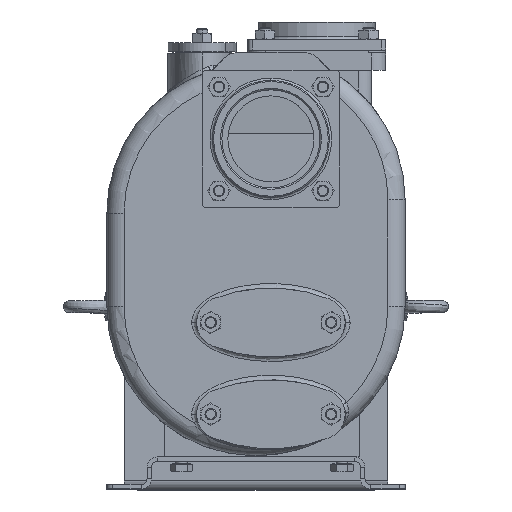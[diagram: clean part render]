
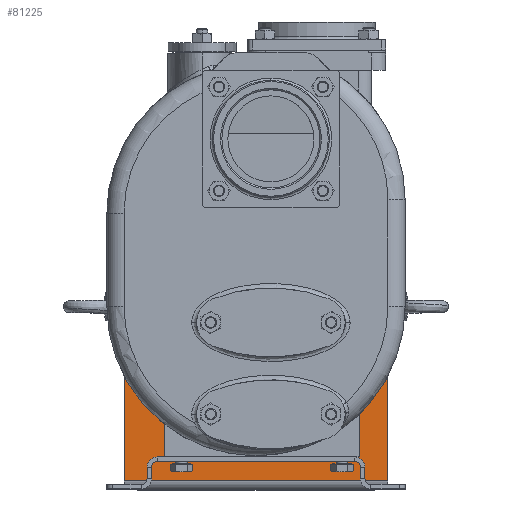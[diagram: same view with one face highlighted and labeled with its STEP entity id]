
A CAD part, top view. The second image highlights one B-rep face of the part: STEP entity #81225.
In plain terms, the highlighted planar face has unit normal (0, 0, 1).
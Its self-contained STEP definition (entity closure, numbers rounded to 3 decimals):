
#1409=CARTESIAN_POINT('',(-135.,77.085,-444.5));
#1410=DIRECTION('',(0.,0.,-1.));
#1411=DIRECTION('',(0.931,0.365,0.));
#1412=AXIS2_PLACEMENT_3D('',#1409,#1410,#1411);
#1414=CARTESIAN_POINT('',(0.,130.,-444.5));
#1415=DIRECTION('',(0.,0.,-1.));
#1416=DIRECTION('',(-0.931,-0.365,0.));
#1417=AXIS2_PLACEMENT_3D('',#1414,#1415,#1416);
#1419=DIRECTION('',(0.,-1.,0.));
#1420=VECTOR('',#1419,99.085);
#1421=CARTESIAN_POINT('',(115.,77.085,-444.5));
#1422=LINE('',#1421,#1420);
#1423=DIRECTION('',(0.,1.,0.));
#1424=VECTOR('',#1423,99.085);
#1425=CARTESIAN_POINT('',(-115.,-22.,-444.5));
#1426=LINE('',#1425,#1424);
#1432=CARTESIAN_POINT('',(135.,77.085,-444.5));
#1433=DIRECTION('',(0.,0.,-1.));
#1434=DIRECTION('',(-1.,0.,0.));
#1435=AXIS2_PLACEMENT_3D('',#1432,#1433,#1434);
#1454=DIRECTION('',(1.,0.,0.));
#1455=VECTOR('',#1454,230.);
#1456=CARTESIAN_POINT('',(-115.,-22.,-444.5));
#1457=LINE('',#1456,#1455);
#1661=CARTESIAN_POINT('',(35.,165.,-444.5));
#1662=DIRECTION('',(0.,0.,1.));
#1663=DIRECTION('',(1.,0.,0.));
#1664=AXIS2_PLACEMENT_3D('',#1661,#1662,#1663);
#1675=DIRECTION('',(0.,1.,0.));
#1676=VECTOR('',#1675,70.);
#1677=CARTESIAN_POINT('',(110.,95.,-444.5));
#1678=LINE('',#1677,#1676);
#1687=CARTESIAN_POINT('',(35.,95.,-444.5));
#1688=DIRECTION('',(0.,0.,1.));
#1689=DIRECTION('',(0.,-1.,0.));
#1690=AXIS2_PLACEMENT_3D('',#1687,#1688,#1689);
#1701=DIRECTION('',(1.,0.,0.));
#1702=VECTOR('',#1701,70.);
#1703=CARTESIAN_POINT('',(-35.,20.,-444.5));
#1704=LINE('',#1703,#1702);
#1713=CARTESIAN_POINT('',(-35.,95.,-444.5));
#1714=DIRECTION('',(0.,0.,1.));
#1715=DIRECTION('',(-1.,0.,0.));
#1716=AXIS2_PLACEMENT_3D('',#1713,#1714,#1715);
#1727=DIRECTION('',(0.,-1.,0.));
#1728=VECTOR('',#1727,70.);
#1729=CARTESIAN_POINT('',(-110.,165.,-444.5));
#1730=LINE('',#1729,#1728);
#1739=CARTESIAN_POINT('',(-35.,165.,-444.5));
#1740=DIRECTION('',(0.,0.,1.));
#1741=DIRECTION('',(0.,1.,0.));
#1742=AXIS2_PLACEMENT_3D('',#1739,#1740,#1741);
#1753=DIRECTION('',(-1.,0.,0.));
#1754=VECTOR('',#1753,70.);
#1755=CARTESIAN_POINT('',(35.,240.,-444.5));
#1756=LINE('',#1755,#1754);
#73167=CARTESIAN_POINT('',(115.,77.085,-444.5));
#73168=CARTESIAN_POINT('',(115.,-22.,-444.5));
#73169=VERTEX_POINT('',#73167);
#73170=VERTEX_POINT('',#73168);
#73175=CARTESIAN_POINT('',(-115.,-22.,-444.5));
#73176=CARTESIAN_POINT('',(-115.,77.085,-444.5));
#73177=VERTEX_POINT('',#73175);
#73178=VERTEX_POINT('',#73176);
#73183=CARTESIAN_POINT('',(-116.379,84.384,-444.5));
#73184=VERTEX_POINT('',#73183);
#73185=CARTESIAN_POINT('',(116.379,84.384,-444.5));
#73186=VERTEX_POINT('',#73185);
#73187=CARTESIAN_POINT('',(110.,165.,-444.5));
#73188=CARTESIAN_POINT('',(35.,240.,-444.5));
#73189=VERTEX_POINT('',#73187);
#73190=VERTEX_POINT('',#73188);
#73191=CARTESIAN_POINT('',(-35.,240.,-444.5));
#73192=VERTEX_POINT('',#73191);
#73193=CARTESIAN_POINT('',(-110.,165.,-444.5));
#73194=VERTEX_POINT('',#73193);
#73195=CARTESIAN_POINT('',(-110.,95.,-444.5));
#73196=VERTEX_POINT('',#73195);
#73197=CARTESIAN_POINT('',(-35.,20.,-444.5));
#73198=VERTEX_POINT('',#73197);
#73199=CARTESIAN_POINT('',(35.,20.,-444.5));
#73200=VERTEX_POINT('',#73199);
#73201=CARTESIAN_POINT('',(110.,95.,-444.5));
#73202=VERTEX_POINT('',#73201);
#81190=CARTESIAN_POINT('',(0.,130.,-444.5));
#81191=DIRECTION('',(0.,0.,-1.));
#81192=DIRECTION('',(-1.,0.,0.));
#81193=AXIS2_PLACEMENT_3D('',#81190,#81191,#81192);
#81194=PLANE('',#81193);
#81195=ORIENTED_EDGE('',*,*,#81079,.T.);
#81197=ORIENTED_EDGE('',*,*,#81196,.F.);
#81199=ORIENTED_EDGE('',*,*,#81198,.T.);
#81201=ORIENTED_EDGE('',*,*,#81200,.F.);
#81203=ORIENTED_EDGE('',*,*,#81202,.T.);
#81204=ORIENTED_EDGE('',*,*,#81183,.F.);
#81205=EDGE_LOOP('',(#81195,#81197,#81199,#81201,#81203,#81204));
#81206=FACE_OUTER_BOUND('',#81205,.F.);
#81208=ORIENTED_EDGE('',*,*,#81207,.T.);
#81210=ORIENTED_EDGE('',*,*,#81209,.T.);
#81212=ORIENTED_EDGE('',*,*,#81211,.T.);
#81214=ORIENTED_EDGE('',*,*,#81213,.T.);
#81216=ORIENTED_EDGE('',*,*,#81215,.T.);
#81218=ORIENTED_EDGE('',*,*,#81217,.T.);
#81220=ORIENTED_EDGE('',*,*,#81219,.T.);
#81222=ORIENTED_EDGE('',*,*,#81221,.T.);
#81223=EDGE_LOOP('',(#81208,#81210,#81212,#81214,#81216,#81218,#81220,#81222));
#81224=FACE_BOUND('',#81223,.F.);
#81225=ADVANCED_FACE('',(#81206,#81224),#81194,.F.);
#1413=CIRCLE('',#1412,20.);
#1418=CIRCLE('',#1417,125.);
#1436=CIRCLE('',#1435,20.);
#1665=CIRCLE('',#1664,75.);
#1691=CIRCLE('',#1690,75.);
#1717=CIRCLE('',#1716,75.);
#1743=CIRCLE('',#1742,75.);
#81079=EDGE_CURVE('',#73184,#73186,#1418,.T.);
#81183=EDGE_CURVE('',#73184,#73178,#1413,.T.);
#81196=EDGE_CURVE('',#73169,#73186,#1436,.T.);
#81198=EDGE_CURVE('',#73169,#73170,#1422,.T.);
#81200=EDGE_CURVE('',#73177,#73170,#1457,.T.);
#81202=EDGE_CURVE('',#73177,#73178,#1426,.T.);
#81207=EDGE_CURVE('',#73189,#73190,#1665,.T.);
#81209=EDGE_CURVE('',#73190,#73192,#1756,.T.);
#81211=EDGE_CURVE('',#73192,#73194,#1743,.T.);
#81213=EDGE_CURVE('',#73194,#73196,#1730,.T.);
#81215=EDGE_CURVE('',#73196,#73198,#1717,.T.);
#81217=EDGE_CURVE('',#73198,#73200,#1704,.T.);
#81219=EDGE_CURVE('',#73200,#73202,#1691,.T.);
#81221=EDGE_CURVE('',#73202,#73189,#1678,.T.);
